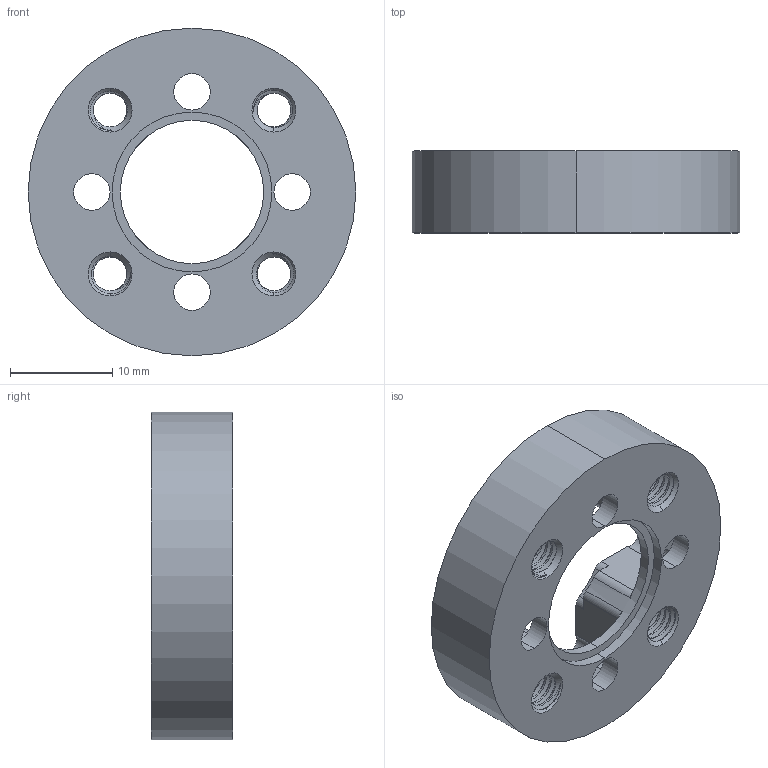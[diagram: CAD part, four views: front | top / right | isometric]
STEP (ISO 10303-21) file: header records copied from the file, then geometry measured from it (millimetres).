
FILE_DESCRIPTION (( 'STEP AP203' ), '1' );
FILE_NAME ('1206-0016-0006.STEP', '2020-12-01T20:38:03', ( '' ), ( '' ), 'SwSTEP 2.0', 'SolidWorks 2016', '' );
FILE_SCHEMA (( 'CONFIG_CONTROL_DESIGN' ));
Length unit declared in the file: millimetre
Products named in the file (1): 1206-0016-0006
Bounding box: 32 x 8 x 32 mm (x, y, z)
Volume: 3449.4 mm3; surface area: 3252.2 mm2
Topology: 1 solids, 1 shells, 282 faces, 833 edges, 554 vertices
Faces by surface type: cylinder 227, plane 27, cone 20, bspline 8
Entity records: 20108 total; most frequent: CARTESIAN_POINT 13466, ORIENTED_EDGE 1666, DIRECTION 1145, EDGE_CURVE 833, VERTEX_POINT 554, AXIS2_PLACEMENT_3D 421, LINE 303, VECTOR 303
